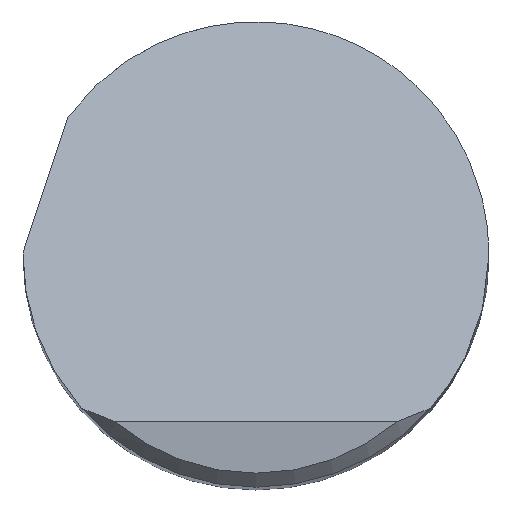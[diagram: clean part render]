
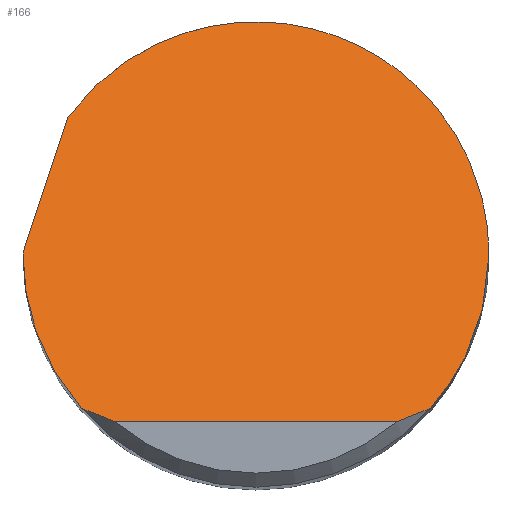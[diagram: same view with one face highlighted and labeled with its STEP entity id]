
A CAD part, top view. The second image highlights one B-rep face of the part: STEP entity #166.
In plain terms, the highlighted planar face has unit normal (0, 0.707, 0.707).
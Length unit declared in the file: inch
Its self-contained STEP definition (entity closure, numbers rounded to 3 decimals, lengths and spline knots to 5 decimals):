
#10 = ORIENTED_EDGE ( 'NONE', *, *, #720, .T. ) ;
#20 = CARTESIAN_POINT ( 'NONE',  ( 0.17589, -0.1704, 2.9904 ) ) ;
#21 = CARTESIAN_POINT ( 'NONE',  ( -0.20198, 0.14732, 2.67268 ) ) ;
#24 = B_SPLINE_CURVE_WITH_KNOTS ( 'NONE', 3,
 ( #55, #619, #92, #502 ),
 .UNSPECIFIED., .F., .F.,
 ( 4, 4 ),
 ( 0., 0.00108 ),
 .UNSPECIFIED. ) ;
#25 = AXIS2_PLACEMENT_3D ( 'NONE', #522, #133, #192 ) ;
#29 = EDGE_CURVE ( 'NONE', #415, #235, #495, .T. ) ;
#33 =( BOUNDED_CURVE ( )  B_SPLINE_CURVE ( 3, ( #21, #594, #74, #661 ),
 .UNSPECIFIED., .F., .F. ) 
 B_SPLINE_CURVE_WITH_KNOTS ( ( 4, 4 ),
 ( 5.34257, 7.85398 ),
 .UNSPECIFIED. ) 
 CURVE ( )  GEOMETRIC_REPRESENTATION_ITEM ( )  RATIONAL_B_SPLINE_CURVE ( ( 1., 0.54, 0.54, 1. ) ) 
 REPRESENTATION_ITEM ( '' )  );
#38 = EDGE_CURVE ( 'NONE', #586, #676, #335, .T. ) ;
#55 = CARTESIAN_POINT ( 'NONE',  ( -0.18782, -0.165, 2.985 ) ) ;
#61 = CARTESIAN_POINT ( 'NONE',  ( 0.18782, -0.165, 2.985 ) ) ;
#68 = CARTESIAN_POINT ( 'NONE',  ( 0., -0.18, 3. ) ) ;
#74 = CARTESIAN_POINT ( 'NONE',  ( 0.25, 0.29348, 2.52652 ) ) ;
#75 = DIRECTION ( 'NONE',  ( 1., 0., 0. ) ) ;
#92 = CARTESIAN_POINT ( 'NONE',  ( -0.16367, -0.17542, 2.99542 ) ) ;
#124 = VERTEX_POINT ( 'NONE', #158 ) ;
#133 = DIRECTION ( 'NONE',  ( 0., -0.707, -0.707 ) ) ;
#158 = CARTESIAN_POINT ( 'NONE',  ( -0.15108, -0.18, 3. ) ) ;
#166 = ADVANCED_FACE ( 'NONE', ( #409 ), #579, .F. ) ;
#172 = CARTESIAN_POINT ( 'NONE',  ( -0.24999, 0.002, 2.818 ) ) ;
#177 = EDGE_CURVE ( 'NONE', #124, #730, #414, .T. ) ;
#180 = EDGE_LOOP ( 'NONE', ( #296, #649, #440, #616, #437, #195, #210, #10 ) ) ;
#185 =( BOUNDED_CURVE ( )  B_SPLINE_CURVE ( 3, ( #547, #300, #699, #172 ),
 .UNSPECIFIED., .F., .T. ) 
 B_SPLINE_CURVE_WITH_KNOTS ( ( 4, 4 ),
 ( 4.71239, 4.72039 ),
 .UNSPECIFIED. ) 
 CURVE ( )  GEOMETRIC_REPRESENTATION_ITEM ( )  RATIONAL_B_SPLINE_CURVE ( ( 1., 1., 1., 1. ) ) 
 REPRESENTATION_ITEM ( '' )  );
#192 = DIRECTION ( 'NONE',  ( 0., 0.707, -0.707 ) ) ;
#195 = ORIENTED_EDGE ( 'NONE', *, *, #287, .F. ) ;
#210 = ORIENTED_EDGE ( 'NONE', *, *, #717, .F. ) ;
#235 = VERTEX_POINT ( 'NONE', #406 ) ;
#241 = EDGE_CURVE ( 'NONE', #730, #676, #528, .T. ) ;
#271 = CARTESIAN_POINT ( 'NONE',  ( -0.30701, -0.17058, 2.99058 ) ) ;
#282 = VECTOR ( 'NONE', #75, 39.37008 ) ;
#287 = EDGE_CURVE ( 'NONE', #524, #415, #185, .T. ) ;
#296 = ORIENTED_EDGE ( 'NONE', *, *, #177, .T. ) ;
#300 = CARTESIAN_POINT ( 'NONE',  ( -0.25, 0.00067, 2.81933 ) ) ;
#326 = CARTESIAN_POINT ( 'NONE',  ( 0.18782, -0.165, 2.985 ) ) ;
#335 =( BOUNDED_CURVE ( )  B_SPLINE_CURVE ( 3, ( #626, #684, #501, #61 ),
 .UNSPECIFIED., .F., .F. ) 
 B_SPLINE_CURVE_WITH_KNOTS ( ( 4, 4 ),
 ( 1.5708, 2.29162 ),
 .UNSPECIFIED. ) 
 CURVE ( )  GEOMETRIC_REPRESENTATION_ITEM ( )  RATIONAL_B_SPLINE_CURVE ( ( 1., 0.957, 0.957, 1. ) ) 
 REPRESENTATION_ITEM ( '' )  );
#361 = CARTESIAN_POINT ( 'NONE',  ( 0.16367, -0.17542, 2.99542 ) ) ;
#365 = CARTESIAN_POINT ( 'NONE',  ( 0.18782, -0.165, 2.985 ) ) ;
#401 = DIRECTION ( 'NONE',  ( 0.227, 0.689, -0.689 ) ) ;
#406 = CARTESIAN_POINT ( 'NONE',  ( -0.20198, 0.14732, 2.67268 ) ) ;
#409 = FACE_OUTER_BOUND ( 'NONE', #180, .T. ) ;
#414 = LINE ( 'NONE', #68, #282 ) ;
#415 = VERTEX_POINT ( 'NONE', #746 ) ;
#434 = CARTESIAN_POINT ( 'NONE',  ( -0.18782, -0.165, 2.985 ) ) ;
#437 = ORIENTED_EDGE ( 'NONE', *, *, #29, .F. ) ;
#440 = ORIENTED_EDGE ( 'NONE', *, *, #38, .F. ) ;
#459 = CARTESIAN_POINT ( 'NONE',  ( -0.18782, -0.165, 2.985 ) ) ;
#476 = VECTOR ( 'NONE', #401, 39.37008 ) ;
#485 = CARTESIAN_POINT ( 'NONE',  ( -0.25, 0., 2.82 ) ) ;
#495 = LINE ( 'NONE', #271, #476 ) ;
#501 = CARTESIAN_POINT ( 'NONE',  ( 0.22834, -0.11887, 2.93887 ) ) ;
#502 = CARTESIAN_POINT ( 'NONE',  ( -0.15108, -0.18, 3. ) ) ;
#522 = CARTESIAN_POINT ( 'NONE',  ( -0.25, -0.18, 3. ) ) ;
#524 = VERTEX_POINT ( 'NONE', #749 ) ;
#525 = CARTESIAN_POINT ( 'NONE',  ( 0.15108, -0.18, 3. ) ) ;
#528 = B_SPLINE_CURVE_WITH_KNOTS ( 'NONE', 3,
 ( #525, #361, #20, #365 ),
 .UNSPECIFIED., .F., .F.,
 ( 4, 4 ),
 ( 0., 0.00108 ),
 .UNSPECIFIED. ) ;
#542 = VERTEX_POINT ( 'NONE', #459 ) ;
#547 = CARTESIAN_POINT ( 'NONE',  ( -0.25, 0., 2.82 ) ) ;
#574 =( BOUNDED_CURVE ( )  B_SPLINE_CURVE ( 3, ( #434, #744, #673, #485 ),
 .UNSPECIFIED., .F., .F. ) 
 B_SPLINE_CURVE_WITH_KNOTS ( ( 4, 4 ),
 ( 3.99157, 4.71239 ),
 .UNSPECIFIED. ) 
 CURVE ( )  GEOMETRIC_REPRESENTATION_ITEM ( )  RATIONAL_B_SPLINE_CURVE ( ( 1., 0.957, 0.957, 1. ) ) 
 REPRESENTATION_ITEM ( '' )  );
#579 = PLANE ( 'NONE',  #25 ) ;
#586 = VERTEX_POINT ( 'NONE', #588 ) ;
#588 = CARTESIAN_POINT ( 'NONE',  ( 0.25, 0., 2.82 ) ) ;
#592 = EDGE_CURVE ( 'NONE', #235, #586, #33, .T. ) ;
#594 = CARTESIAN_POINT ( 'NONE',  ( -0.02903, 0.38443, 2.43557 ) ) ;
#616 = ORIENTED_EDGE ( 'NONE', *, *, #592, .F. ) ;
#619 = CARTESIAN_POINT ( 'NONE',  ( -0.17589, -0.1704, 2.9904 ) ) ;
#626 = CARTESIAN_POINT ( 'NONE',  ( 0.25, 0., 2.82 ) ) ;
#649 = ORIENTED_EDGE ( 'NONE', *, *, #241, .T. ) ;
#661 = CARTESIAN_POINT ( 'NONE',  ( 0.25, 0., 2.82 ) ) ;
#673 = CARTESIAN_POINT ( 'NONE',  ( -0.25, -0.06141, 2.88141 ) ) ;
#676 = VERTEX_POINT ( 'NONE', #326 ) ;
#684 = CARTESIAN_POINT ( 'NONE',  ( 0.25, -0.06141, 2.88141 ) ) ;
#699 = CARTESIAN_POINT ( 'NONE',  ( -0.25, 0.00133, 2.81867 ) ) ;
#717 = EDGE_CURVE ( 'NONE', #542, #524, #574, .T. ) ;
#720 = EDGE_CURVE ( 'NONE', #542, #124, #24, .T. ) ;
#730 = VERTEX_POINT ( 'NONE', #731 ) ;
#731 = CARTESIAN_POINT ( 'NONE',  ( 0.15108, -0.18, 3. ) ) ;
#744 = CARTESIAN_POINT ( 'NONE',  ( -0.22834, -0.11887, 2.93887 ) ) ;
#746 = CARTESIAN_POINT ( 'NONE',  ( -0.24999, 0.002, 2.818 ) ) ;
#749 = CARTESIAN_POINT ( 'NONE',  ( -0.25, 0., 2.82 ) ) ;
